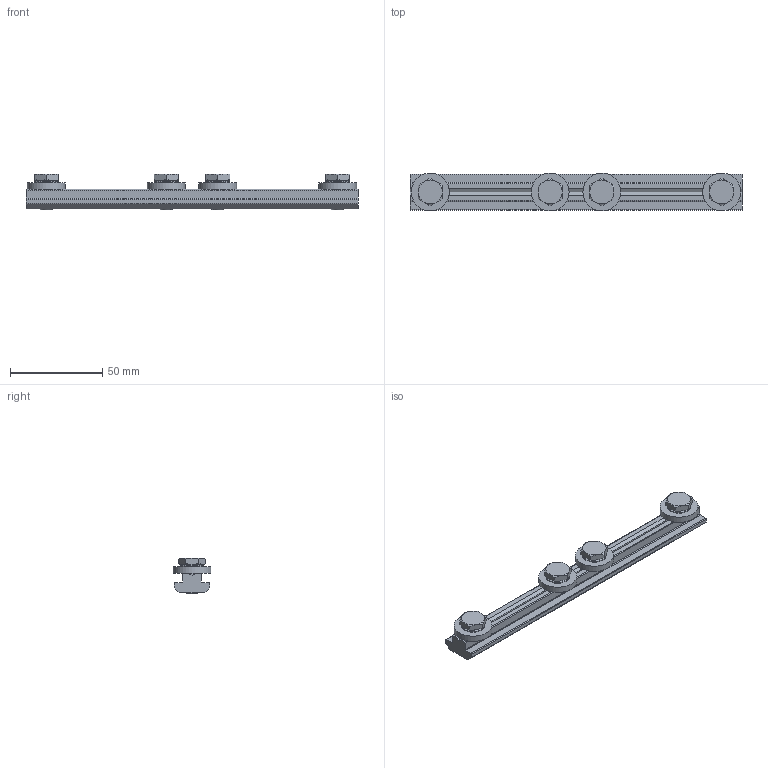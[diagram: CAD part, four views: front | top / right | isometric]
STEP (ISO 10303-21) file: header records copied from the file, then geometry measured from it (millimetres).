
FILE_DESCRIPTION(/* description */ ('STEP AP214'),/* implementation_level */ '2;1');
FILE_NAME(/* name */ '096030S38',/* time_stamp */ '2022-09-29T15:58:46+02:00',/* author */ ('License CC BY-ND 4.0'),/* organization */ ('CADENAS'),/* preprocessor_version */ 'ST-DEVELOPER v18.102',/* originating_system */ 'PARTsolutions',/* authorisation */ ' ');
FILE_SCHEMA (('AUTOMOTIVE_DESIGN {1 0 10303 214 3 1 1}'));
Length unit declared in the file: millimetre
Products named in the file (5): 096030S38; 096030S38sc; 096030S38f2; 096030S38f; 096030S38b
Assembly tree (13 placements, depth 2):
  096030S38
    096030S38sc  x4
    096030S38f2  x4
    096030S38f  x4
    096030S38b
Bounding box: 180 x 20.5 x 19.4 mm (x, y, z)
Volume: 34145 mm3; surface area: 18495.7 mm2
Topology: 13 solids, 13 shells, 169 faces, 373 edges, 222 vertices
Faces by surface type: plane 67, cone 64, cylinder 34, torus 4
Full cylindrical faces by diameter (mm): 6.647 x4, 8 x4, 8.4 x4, 9 x4, 13 x4, 20.5 x4
Entity records: 2348 total; most frequent: CARTESIAN_POINT 440, DIRECTION 393, ORIENTED_EDGE 334, EDGE_CURVE 167, AXIS2_PLACEMENT_3D 163, VERTEX_POINT 114, EDGE_LOOP 97, FACE_BOUND 97
